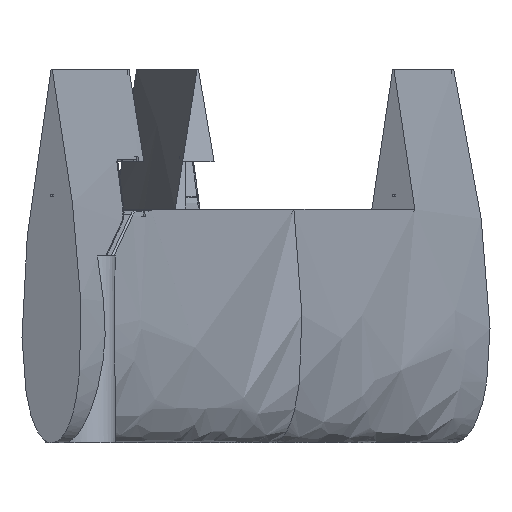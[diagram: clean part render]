
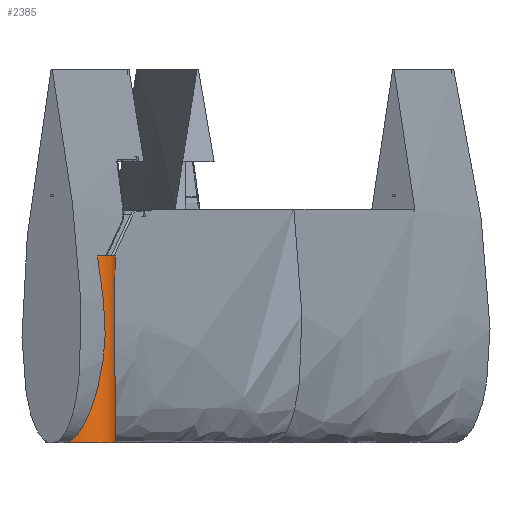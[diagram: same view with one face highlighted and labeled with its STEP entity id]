
A CAD part, left-side view. The second image highlights one B-rep face of the part: STEP entity #2385.
In plain terms, the highlighted cylindrical face has radius 18.75 mm (diameter 37.5 mm), a partial arc.
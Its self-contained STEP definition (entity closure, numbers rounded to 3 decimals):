
#55=CYLINDRICAL_SURFACE('',#2568,18.75);
#461=FACE_OUTER_BOUND('',#609,.T.);
#609=EDGE_LOOP('',(#1817,#1818,#1819,#1820));
#745=CIRCLE('',#2569,18.75);
#746=CIRCLE('',#2570,18.75);
#835=B_SPLINE_CURVE_WITH_KNOTS('',3,(#4401,#4402,#4403,#4404,#4405,#4406,
#4407,#4408,#4409,#4410,#4411,#4412,#4413,#4414,#4415,#4416,#4417,#4418,
#4419,#4420,#4421,#4422,#4423,#4424),.UNSPECIFIED.,.F.,.F.,(4,2,2,2,2,2,
2,2,2,2,2,4),(-39.837,-36.329,-34.201,-33.14,
-32.088,-30.611,-27.722,-22.559,
-20.498,-19.498,-18.856,-18.205),
 .UNSPECIFIED.);
#839=B_SPLINE_CURVE_WITH_KNOTS('',3,(#4481,#4482,#4483,#4484,#4485,#4486,
#4487,#4488,#4489,#4490,#4491,#4492,#4493,#4494,#4495,#4496,#4497,#4498,
#4499,#4500,#4501,#4502,#4503,#4504),.UNSPECIFIED.,.F.,.F.,(4,2,2,2,2,2,
2,2,2,2,2,4),(-18.933,-18.897,-18.039,-17.125,
-15.774,-12.375,-9.075,-7.282,
-6.359,-5.417,-2.967,0.),.UNSPECIFIED.);
#993=VERTEX_POINT('',#4395);
#994=VERTEX_POINT('',#4400);
#997=VERTEX_POINT('',#4455);
#998=VERTEX_POINT('',#4480);
#1239=EDGE_CURVE('',#993,#994,#835,.T.);
#1243=EDGE_CURVE('',#997,#998,#839,.T.);
#1330=EDGE_CURVE('',#993,#998,#745,.T.);
#1331=EDGE_CURVE('',#994,#997,#746,.T.);
#1817=ORIENTED_EDGE('',*,*,#1239,.F.);
#1818=ORIENTED_EDGE('',*,*,#1330,.T.);
#1819=ORIENTED_EDGE('',*,*,#1243,.F.);
#1820=ORIENTED_EDGE('',*,*,#1331,.F.);
#2385=ADVANCED_FACE('',(#461),#55,.T.);
#2568=AXIS2_PLACEMENT_3D('',#8646,#2864,#2865);
#2569=AXIS2_PLACEMENT_3D('',#8647,#2866,#2867);
#2570=AXIS2_PLACEMENT_3D('',#8648,#2868,#2869);
#2864=DIRECTION('center_axis',(0.,0.,
-1.));
#2865=DIRECTION('ref_axis',(-0.994,0.111,0.));
#2866=DIRECTION('center_axis',(0.,0.,
-1.));
#2867=DIRECTION('ref_axis',(-0.994,0.111,0.));
#2868=DIRECTION('center_axis',(0.,0.,
-1.));
#2869=DIRECTION('ref_axis',(-0.994,0.111,0.));
#4395=CARTESIAN_POINT('',(-762.657,23.906,100.));
#4400=CARTESIAN_POINT('',(-747.412,33.754,0.));
#4401=CARTESIAN_POINT('Ctrl Pts',(-762.657,23.906,100.));
#4402=CARTESIAN_POINT('Ctrl Pts',(-763.794,23.828,93.601));
#4403=CARTESIAN_POINT('Ctrl Pts',(-764.852,23.862,87.604));
#4404=CARTESIAN_POINT('Ctrl Pts',(-766.318,24.006,78.126));
#4405=CARTESIAN_POINT('Ctrl Pts',(-766.843,24.085,74.392));
#4406=CARTESIAN_POINT('Ctrl Pts',(-767.407,24.185,68.976));
#4407=CARTESIAN_POINT('Ctrl Pts',(-767.561,24.215,67.164));
#4408=CARTESIAN_POINT('Ctrl Pts',(-767.773,24.258,63.555));
#4409=CARTESIAN_POINT('Ctrl Pts',(-767.831,24.271,61.769));
#4410=CARTESIAN_POINT('Ctrl Pts',(-767.831,24.271,57.437));
#4411=CARTESIAN_POINT('Ctrl Pts',(-767.717,24.246,54.963));
#4412=CARTESIAN_POINT('Ctrl Pts',(-767.036,24.114,47.535));
#4413=CARTESIAN_POINT('Ctrl Pts',(-766.146,23.959,42.606));
#4414=CARTESIAN_POINT('Ctrl Pts',(-763.051,23.778,29.428));
#4415=CARTESIAN_POINT('Ctrl Pts',(-760.134,23.942,20.612));
#4416=CARTESIAN_POINT('Ctrl Pts',(-755.732,25.699,10.601));
#4417=CARTESIAN_POINT('Ctrl Pts',(-754.239,26.449,7.568));
#4418=CARTESIAN_POINT('Ctrl Pts',(-751.937,28.175,3.886));
#4419=CARTESIAN_POINT('Ctrl Pts',(-751.109,28.884,2.714));
#4420=CARTESIAN_POINT('Ctrl Pts',(-749.736,30.345,1.212));
#4421=CARTESIAN_POINT('Ctrl Pts',(-749.187,31.,0.721));
#4422=CARTESIAN_POINT('Ctrl Pts',(-748.109,32.518,0.077));
#4423=CARTESIAN_POINT('Ctrl Pts',(-747.703,33.21,0.));
#4424=CARTESIAN_POINT('Ctrl Pts',(-747.412,33.754,0.));
#4455=CARTESIAN_POINT('',(-780.463,51.471,0.));
#4480=CARTESIAN_POINT('',(-780.225,33.323,100.));
#4481=CARTESIAN_POINT('Ctrl Pts',(-780.463,51.471,0.));
#4482=CARTESIAN_POINT('Ctrl Pts',(-780.477,51.444,0.));
#4483=CARTESIAN_POINT('Ctrl Pts',(-780.491,51.418,0.));
#4484=CARTESIAN_POINT('Ctrl Pts',(-780.835,50.769,0.009));
#4485=CARTESIAN_POINT('Ctrl Pts',(-781.219,49.962,0.121));
#4486=CARTESIAN_POINT('Ctrl Pts',(-781.949,47.94,0.988));
#4487=CARTESIAN_POINT('Ctrl Pts',(-782.197,46.965,1.676));
#4488=CARTESIAN_POINT('Ctrl Pts',(-782.609,44.78,3.636));
#4489=CARTESIAN_POINT('Ctrl Pts',(-782.688,43.607,5.094));
#4490=CARTESIAN_POINT('Ctrl Pts',(-782.687,40.089,10.22));
#4491=CARTESIAN_POINT('Ctrl Pts',(-782.172,37.716,15.249));
#4492=CARTESIAN_POINT('Ctrl Pts',(-780.552,33.658,27.089));
#4493=CARTESIAN_POINT('Ctrl Pts',(-779.529,32.11,33.404));
#4494=CARTESIAN_POINT('Ctrl Pts',(-778.245,30.472,42.751));
#4495=CARTESIAN_POINT('Ctrl Pts',(-777.83,30.012,46.117));
#4496=CARTESIAN_POINT('Ctrl Pts',(-777.382,29.541,51.205));
#4497=CARTESIAN_POINT('Ctrl Pts',(-777.262,29.419,52.931));
#4498=CARTESIAN_POINT('Ctrl Pts',(-777.097,29.255,56.448));
#4499=CARTESIAN_POINT('Ctrl Pts',(-777.056,29.215,58.207));
#4500=CARTESIAN_POINT('Ctrl Pts',(-777.057,29.217,64.623));
#4501=CARTESIAN_POINT('Ctrl Pts',(-777.342,29.48,69.387));
#4502=CARTESIAN_POINT('Ctrl Pts',(-778.464,30.721,82.131));
#4503=CARTESIAN_POINT('Ctrl Pts',(-779.366,31.817,90.262));
#4504=CARTESIAN_POINT('Ctrl Pts',(-780.225,33.323,100.));
#8646=CARTESIAN_POINT('Origin',(-763.938,42.612,0.));
#8647=CARTESIAN_POINT('Origin',(-763.938,42.612,100.));
#8648=CARTESIAN_POINT('Origin',(-763.938,42.612,0.));
